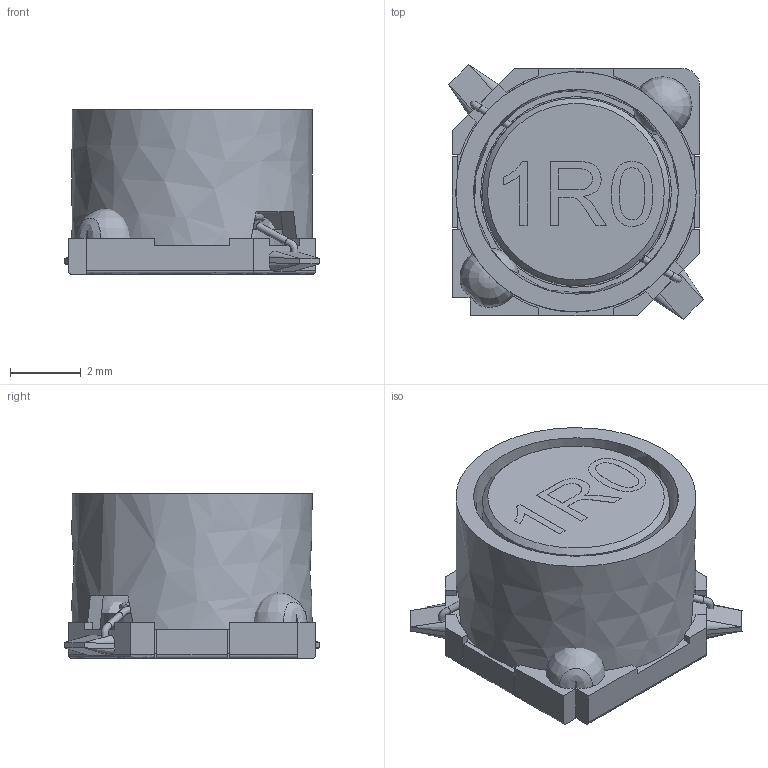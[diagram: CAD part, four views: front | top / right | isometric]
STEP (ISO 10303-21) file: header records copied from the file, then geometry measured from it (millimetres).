
FILE_DESCRIPTION( ('This file contains a STEP AP42 implementation' ,'as created by ZW3D STEP Interface translator.') ,'2;1' );
FILE_NAME( 'SS7045.stp' ,'191118.115441', (''), ('ZWCAD Software Co.'), 'Version 1.0', 'ZW3D to STEP translator', '' );
FILE_SCHEMA( ('CONFIG_CONTROL_DESIGN') );
Length unit declared in the file: millimetre
Products named in the file (1): 0
Bounding box: 7.21 x 7.21 x 4.67 mm (x, y, z)
Volume: 118 mm3; surface area: 485.9 mm2
Topology: 12 solids, 14 shells, 177 faces, 436 edges, 280 vertices
Faces by surface type: bspline 177
Entity records: 22828 total; most frequent: CARTESIAN_POINT 20215, ORIENTED_EDGE 826, EDGE_CURVE 425, B_SPLINE_CURVE_WITH_KNOTS 355, VERTEX_POINT 280, EDGE_LOOP 187, FACE_OUTER_BOUND 177, ADVANCED_FACE 177
